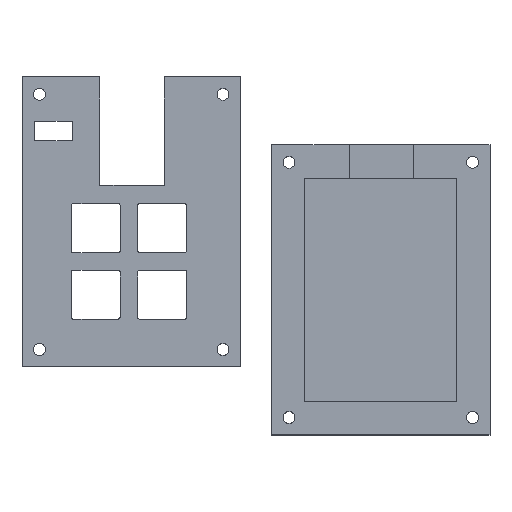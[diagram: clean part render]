
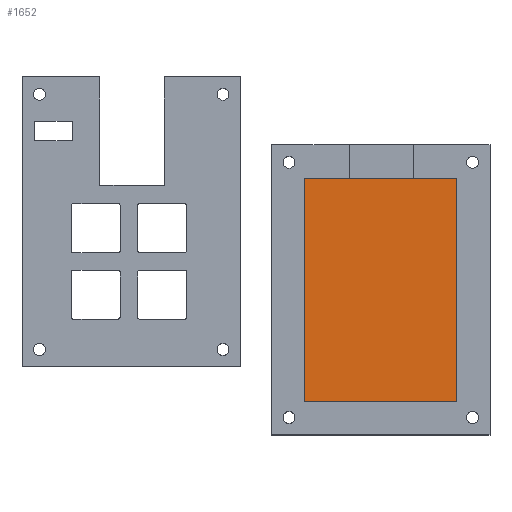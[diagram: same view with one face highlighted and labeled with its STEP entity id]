
A CAD part, top view. The second image highlights one B-rep face of the part: STEP entity #1652.
In plain terms, the highlighted planar face has unit normal (0, 0, 1).
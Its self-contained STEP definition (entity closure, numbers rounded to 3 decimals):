
#150=FACE_OUTER_BOUND('',#241,.T.);
#241=EDGE_LOOP('',(#1170,#1171,#1172,#1173));
#384=LINE('',#2448,#565);
#385=LINE('',#2450,#566);
#386=LINE('',#2452,#567);
#387=LINE('',#2453,#568);
#565=VECTOR('',#1959,10.);
#566=VECTOR('',#1960,10.);
#567=VECTOR('',#1961,10.);
#568=VECTOR('',#1962,10.);
#735=VERTEX_POINT('',#2446);
#736=VERTEX_POINT('',#2447);
#737=VERTEX_POINT('',#2449);
#738=VERTEX_POINT('',#2451);
#904=EDGE_CURVE('',#735,#736,#384,.T.);
#905=EDGE_CURVE('',#737,#735,#385,.T.);
#906=EDGE_CURVE('',#738,#737,#386,.T.);
#907=EDGE_CURVE('',#736,#738,#387,.T.);
#1170=ORIENTED_EDGE('',*,*,#904,.F.);
#1171=ORIENTED_EDGE('',*,*,#905,.F.);
#1172=ORIENTED_EDGE('',*,*,#906,.F.);
#1173=ORIENTED_EDGE('',*,*,#907,.F.);
#1591=PLANE('',#1757);
#1652=ADVANCED_FACE('',(#150),#1591,.T.);
#1757=AXIS2_PLACEMENT_3D('',#2445,#1957,#1958);
#1957=DIRECTION('center_axis',(0.,0.,1.));
#1958=DIRECTION('ref_axis',(1.,0.,0.));
#1959=DIRECTION('',(-1.,0.,0.));
#1960=DIRECTION('',(0.,-1.,0.));
#1961=DIRECTION('',(1.,0.,0.));
#1962=DIRECTION('',(0.,1.,0.));
#2445=CARTESIAN_POINT('Origin',(21.8,-32.05,3.));
#2446=CARTESIAN_POINT('',(43.6,-64.1,3.));
#2447=CARTESIAN_POINT('',(0.,-64.1,3.));
#2448=CARTESIAN_POINT('',(32.7,-64.1,3.));
#2449=CARTESIAN_POINT('',(43.6,0.,3.));
#2450=CARTESIAN_POINT('',(43.6,-16.025,3.));
#2451=CARTESIAN_POINT('',(0.,0.,3.));
#2452=CARTESIAN_POINT('',(10.9,0.,3.));
#2453=CARTESIAN_POINT('',(0.,-48.075,3.));
